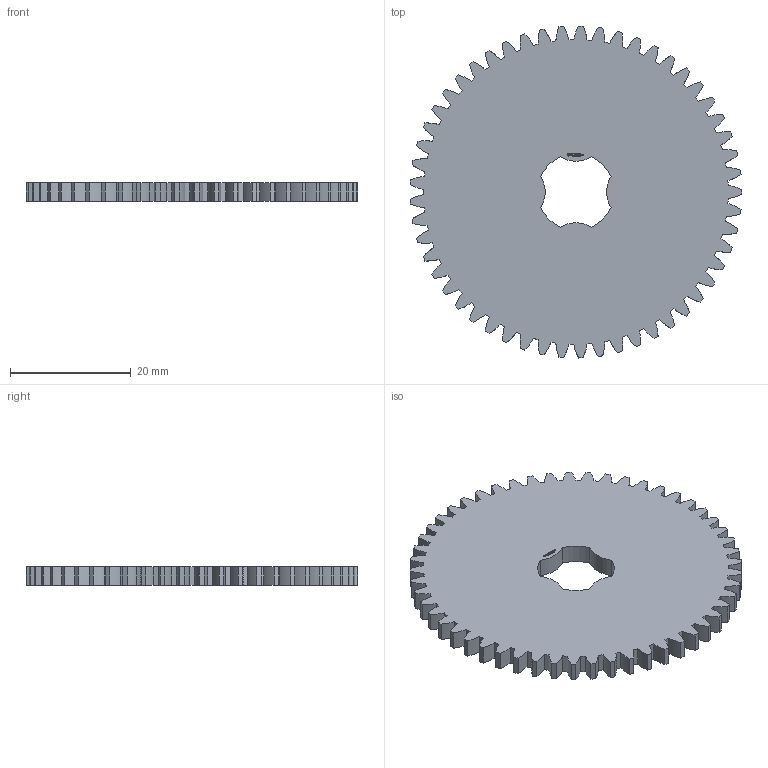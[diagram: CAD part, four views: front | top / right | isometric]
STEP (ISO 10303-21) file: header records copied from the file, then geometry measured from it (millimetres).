
FILE_DESCRIPTION(('FreeCAD Model'),'2;1');
FILE_NAME('Open CASCADE Shape Model','2024-03-10T19:33:18',(''),(''), 'Open CASCADE STEP processor 7.6','FreeCAD','Unknown');
FILE_SCHEMA(('AUTOMOTIVE_DESIGN { 1 0 10303 214 1 1 1 1 }'));
Products named in the file (1): Gear Wheel PLN TTH53 BU00.25 SFT-SHD - SPN-GWH-0189 (stemfie.org)
Bounding box: 54.97 x 54.99 x 3.12 mm (x, y, z)
Volume: 6510.7 mm3; surface area: 5348.6 mm2
Topology: 1 solids, 1 shells, 702 faces, 2004 edges, 1336 vertices
Faces by surface type: extrusion 376, plane 318, cylinder 8
Entity records: 63701 total; most frequent: CARTESIAN_POINT 21361, DIRECTION 5554, VECTOR 4852, LINE 4476, ORIENTED_EDGE 4008, PCURVE 4008, DEFINITIONAL_REPRESENTATION 4008, EDGE_CURVE 2004
